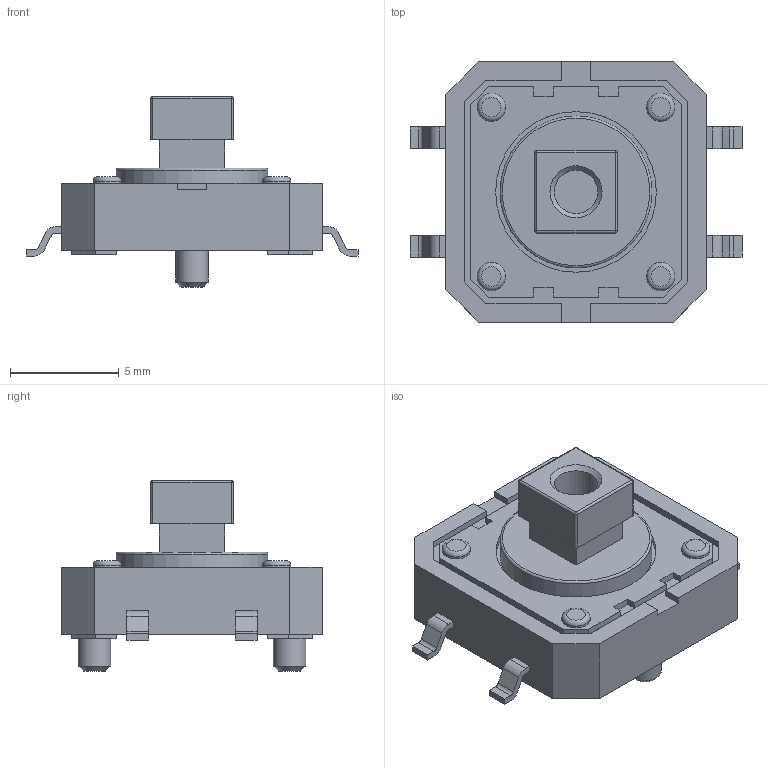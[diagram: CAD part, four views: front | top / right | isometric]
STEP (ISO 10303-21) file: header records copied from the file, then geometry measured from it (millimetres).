
FILE_DESCRIPTION(/* description */ ('model of SW_Push_1P1T_NO_CK_PTS125Sx73PSMTR'),/* implementation_level */ '2;1');
FILE_NAME(/* name */ 'SW_Push_1P1T_NO_CK_PTS125Sx73PSMTR.step',/* time_stamp */ '1970-01-01T00:00:00',/* author */ ('KiCAD','kicad'),/* organization */ ('OCCT'),/* preprocessor_version */ '',/* originating_system */ 'KiCAD',/* authorisation */ '');
FILE_SCHEMA(('AUTOMOTIVE_DESIGN { 1 0 10303 214 1 1 1 1 }'));
Length unit declared in the file: millimetre
Products named in the file (1): SW_Push_1P1T_NO_CK_PTS125Sx73PSMTR
Bounding box: 15.3 x 12 x 8.8 mm (x, y, z)
Volume: 499.9 mm3; surface area: 583.4 mm2
Topology: 1 solids, 1 shells, 175 faces, 443 edges, 286 vertices
Faces by surface type: plane 130, cylinder 29, torus 5, bspline 4, sphere 4, cone 3
Full cylindrical faces by diameter (mm): 1.3 x4, 1.5 x2, 2 x1, 7 x1, 7.4 x1
Entity records: 3678 total; most frequent: ORIENTED_EDGE 694, CARTESIAN_POINT 620, EDGE_CURVE 439, LINE 314, VERTEX_POINT 286, AXIS2_PLACEMENT_3D 210, FACE_BOUND 195, EDGE_LOOP 195
